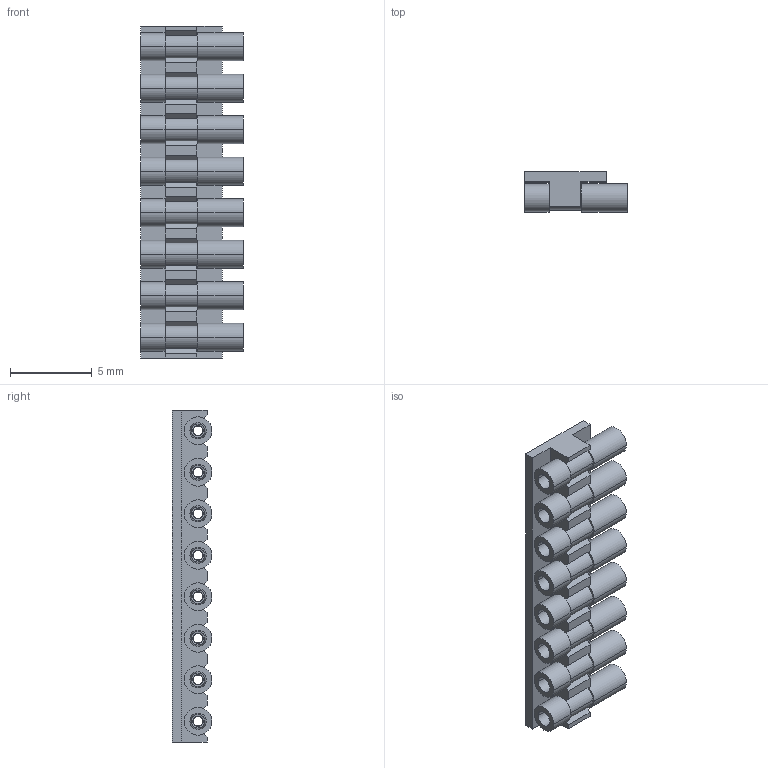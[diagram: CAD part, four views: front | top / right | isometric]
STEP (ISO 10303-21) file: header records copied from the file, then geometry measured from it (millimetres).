
FILE_DESCRIPTION(('STEP AP242'),'1');
FILE_NAME('pcb_connector_8fm-38-0008-02-146.stp','2020-06-10T16:56:37',('TraceParts'),('TraceParts S.A.'),'Spatial InterOp 3D',' ',' ');
FILE_SCHEMA(('AP242_MANAGED_MODEL_BASED_3D_ENGINEERING_MIM_LF {1 0 10303 442 1 1 4}'));
Length unit declared in the file: millimetre
Products named in the file (1): pcb_connector_8fm-38-0008-02-146_1
Bounding box: 6.3 x 2.44 x 20.32 mm (x, y, z)
Volume: 156.1 mm3; surface area: 838.3 mm2
Topology: 9 solids, 9 shells, 298 faces, 680 edges, 416 vertices
Faces by surface type: cylinder 120, cone 80, plane 66, torus 32
Entity records: 10896 total; most frequent: DIRECTION 1678, CARTESIAN_POINT 1403, ORIENTED_EDGE 1360, AXIS2_PLACEMENT_3D 691, EDGE_CURVE 680, VERTEX_POINT 416, CIRCLE 384, EDGE_LOOP 330
